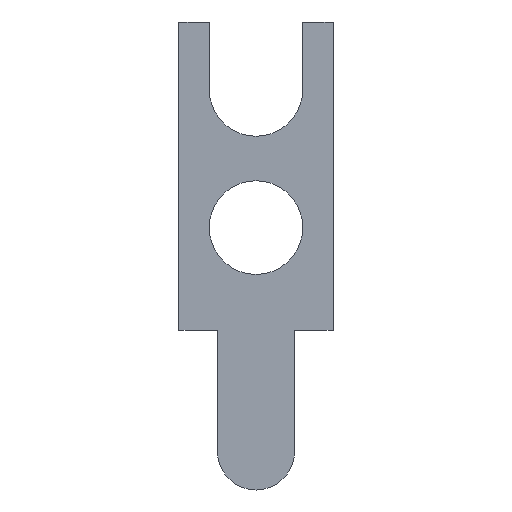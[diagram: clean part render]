
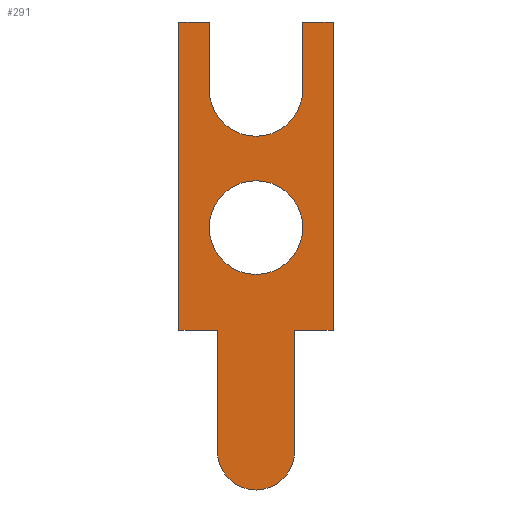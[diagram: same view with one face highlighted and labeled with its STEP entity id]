
A CAD part, front view. The second image highlights one B-rep face of the part: STEP entity #291.
In plain terms, the highlighted planar face has unit normal (0, -1, 0).
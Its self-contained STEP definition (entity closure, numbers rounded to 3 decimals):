
#22=VERTEX_POINT('',#23);
#23=CARTESIAN_POINT('',(0.85,-0.3,4.375));
#34=VECTOR('',#35,1.);
#35=DIRECTION('',(0.,0.,1.));
#38=VERTEX_POINT('',#39);
#39=CARTESIAN_POINT('',(0.85,-0.3,5.6));
#42=EDGE_CURVE('',#22,#38,#43,.T.);
#43=LINE('',#23,#34);
#46=DIRECTION('',(1.,0.,0.));
#57=VECTOR('',#46,1.);
#60=VERTEX_POINT('',#61);
#61=CARTESIAN_POINT('',(1.4,-0.3,5.6));
#64=EDGE_CURVE('',#38,#60,#65,.T.);
#65=LINE('',#39,#57);
#78=VECTOR('',#79,1.);
#79=DIRECTION('',(0.,0.,-1.));
#82=VERTEX_POINT('',#83);
#83=CARTESIAN_POINT('',(1.4,-0.3,0.));
#87=EDGE_CURVE('',#60,#82,#88,.T.);
#88=LINE('',#61,#78);
#101=VECTOR('',#102,1.);
#102=DIRECTION('',(-1.,0.,0.));
#105=VERTEX_POINT('',#106);
#106=CARTESIAN_POINT('',(0.7,-0.3,0.));
#110=EDGE_CURVE('',#82,#105,#111,.T.);
#111=LINE('',#83,#101);
#125=VERTEX_POINT('',#126);
#126=CARTESIAN_POINT('',(0.7,-0.3,-2.2));
#129=EDGE_CURVE('',#105,#125,#130,.T.);
#130=LINE('',#106,#78);
#144=DIRECTION('',(0.,1.,0.));
#147=VERTEX_POINT('',#148);
#148=CARTESIAN_POINT('',(-0.7,-0.3,-2.2));
#151=EDGE_CURVE('',#125,#147,#152,.T.);
#152=CIRCLE('',#153,0.7);
#153=AXIS2_PLACEMENT_3D('',#154,#144,#102);
#154=CARTESIAN_POINT('',(0.,-0.3,-2.2));
#163=VERTEX_POINT('',#164);
#164=CARTESIAN_POINT('',(-0.7,-0.3,0.));
#172=ORIENTED_EDGE('',*,*,#173,.F.);
#173=EDGE_CURVE('',#163,#147,#174,.T.);
#174=LINE('',#164,#78);
#187=VERTEX_POINT('',#188);
#188=CARTESIAN_POINT('',(-1.4,-0.3,0.));
#192=EDGE_CURVE('',#163,#187,#193,.T.);
#193=LINE('',#164,#101);
#207=VERTEX_POINT('',#208);
#208=CARTESIAN_POINT('',(-1.4,-0.3,5.6));
#211=EDGE_CURVE('',#187,#207,#212,.T.);
#212=LINE('',#188,#34);
#226=VERTEX_POINT('',#227);
#227=CARTESIAN_POINT('',(-0.85,-0.3,5.6));
#230=EDGE_CURVE('',#207,#226,#231,.T.);
#231=LINE('',#208,#57);
#245=VERTEX_POINT('',#246);
#246=CARTESIAN_POINT('',(-0.85,-0.3,4.375));
#249=EDGE_CURVE('',#226,#245,#250,.T.);
#250=LINE('',#227,#78);
#261=ORIENTED_EDGE('',*,*,#262,.F.);
#262=EDGE_CURVE('',#22,#245,#263,.T.);
#263=CIRCLE('',#264,0.85);
#264=AXIS2_PLACEMENT_3D('',#265,#144,#102);
#265=CARTESIAN_POINT('',(0.,-0.3,4.375));
#273=VERTEX_POINT('',#274);
#274=CARTESIAN_POINT('',(-0.85,-0.3,1.866));
#284=ORIENTED_EDGE('',*,*,#285,.F.);
#285=EDGE_CURVE('',#273,#273,#286,.T.);
#286=CIRCLE('',#287,0.85);
#287=AXIS2_PLACEMENT_3D('',#288,#144,#102);
#288=CARTESIAN_POINT('',(0.,-0.3,1.866));
#291=ADVANCED_FACE('',(#292,#304),#306,.F.);
#292=FACE_BOUND('',#293,.F.);
#293=EDGE_LOOP('',(#294,#295,#296,#297,#298,#299,#172,#300,#301,#302,    #303,#261));
#294=ORIENTED_EDGE('',*,*,#42,.T.);
#295=ORIENTED_EDGE('',*,*,#64,.T.);
#296=ORIENTED_EDGE('',*,*,#87,.T.);
#297=ORIENTED_EDGE('',*,*,#110,.T.);
#298=ORIENTED_EDGE('',*,*,#129,.T.);
#299=ORIENTED_EDGE('',*,*,#151,.T.);
#300=ORIENTED_EDGE('',*,*,#192,.T.);
#301=ORIENTED_EDGE('',*,*,#211,.T.);
#302=ORIENTED_EDGE('',*,*,#230,.T.);
#303=ORIENTED_EDGE('',*,*,#249,.T.);
#304=FACE_BOUND('',#305,.F.);
#305=EDGE_LOOP('',(#284));
#306=PLANE('',#307);
#307=AXIS2_PLACEMENT_3D('',#308,#309,#310);
#308=CARTESIAN_POINT('',(0.,-0.3,1.958));
#309=DIRECTION('',(0.,1.,0.));
#310=DIRECTION('',(0.,0.,1.));
